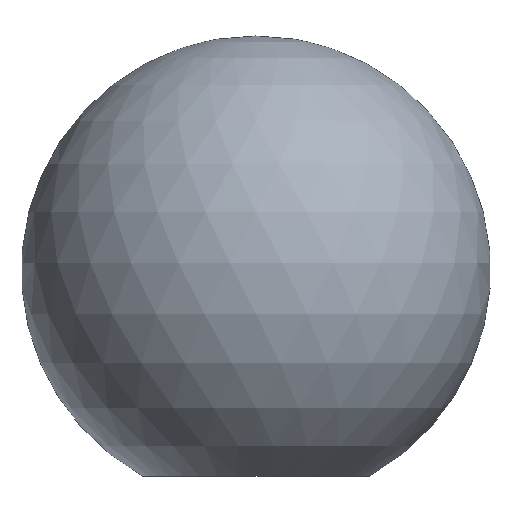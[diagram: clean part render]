
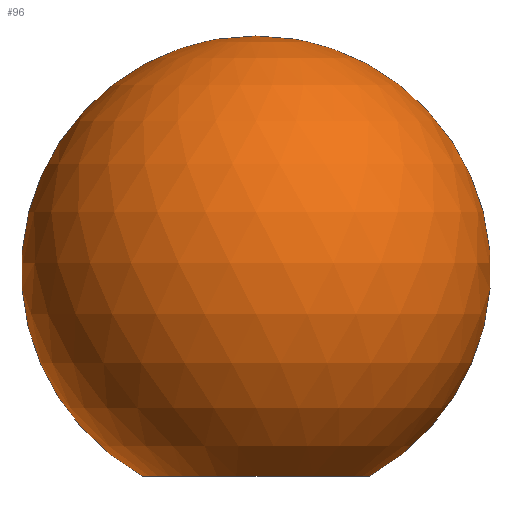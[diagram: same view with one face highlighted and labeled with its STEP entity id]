
A CAD part, front view. The second image highlights one B-rep face of the part: STEP entity #96.
In plain terms, the highlighted spherical face has radius 8 mm.
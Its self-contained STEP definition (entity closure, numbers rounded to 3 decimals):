
#70=VERTEX_POINT('',#159);
#76=EDGE_CURVE('',#70,#102,#165,.T.);
#96=ADVANCED_FACE('',(#188),#189,.T.);
#102=VERTEX_POINT('',#196);
#114=EDGE_CURVE('',#126,#70,#208,.T.);
#126=VERTEX_POINT('',#224);
#130=EDGE_CURVE('',#126,#102,#228,.T.);
#159=CARTESIAN_POINT('',(0.,0.,15.0));
#165=CIRCLE('',#262,8.);
#188=FACE_OUTER_BOUND('',#288,.T.);
#189=SPHERICAL_SURFACE('',#289,8.);
#196=CARTESIAN_POINT('',(-3.873,0.,0.));
#208=CIRCLE('',#312,8.);
#224=CARTESIAN_POINT('',(3.873,0.,0.));
#228=CIRCLE('',#337,3.873);
#262=AXIS2_PLACEMENT_3D('',#355,#356,#357);
#288=EDGE_LOOP('',(#391,#392,#393));
#289=AXIS2_PLACEMENT_3D('',#394,#395,#396);
#312=AXIS2_PLACEMENT_3D('',#412,#413,#414);
#337=AXIS2_PLACEMENT_3D('',#441,#442,#443);
#355=CARTESIAN_POINT('',(0.,0.,7.));
#356=DIRECTION('',(0.,-1.0,0.0));
#357=DIRECTION('',(0.0,0.0,1.0));
#391=ORIENTED_EDGE('',*,*,#76,.T.);
#392=ORIENTED_EDGE('',*,*,#130,.F.);
#393=ORIENTED_EDGE('',*,*,#114,.T.);
#394=CARTESIAN_POINT('',(0.,0.,7.));
#395=DIRECTION('',(0.0,0.0,-1.0));
#396=DIRECTION('',(-1.0,0.0,0.0));
#412=CARTESIAN_POINT('',(0.,0.,7.));
#413=DIRECTION('',(0.,-1.0,0.0));
#414=DIRECTION('',(0.0,0.0,1.0));
#441=CARTESIAN_POINT('',(0.,0.,0.));
#442=DIRECTION('',(0.0,0.0,-1.0));
#443=DIRECTION('',(1.0,0.,0.0));
